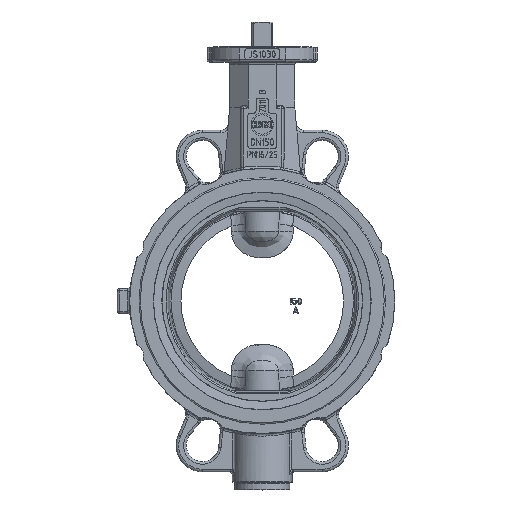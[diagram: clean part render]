
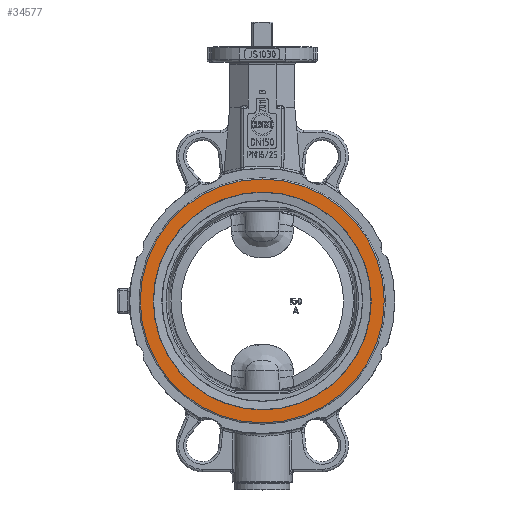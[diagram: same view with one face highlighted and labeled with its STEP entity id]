
A CAD part, top view. The second image highlights one B-rep face of the part: STEP entity #34577.
In plain terms, the highlighted planar face has unit normal (0, 0, 1).
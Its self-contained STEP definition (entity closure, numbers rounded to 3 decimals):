
#34543=CARTESIAN_POINT('',(0.,87.087,29.2));
#34544=VERTEX_POINT('',#34543);
#34545=CARTESIAN_POINT('',(0.,0.,29.2));
#34546=DIRECTION('',(0.0,0.0,1.0));
#34547=DIRECTION('',(0.0,-1.0,0.0));
#34548=AXIS2_PLACEMENT_3D('',#34545,#34546,#34547);
#34549=CIRCLE('',#34548,87.087);
#34550=EDGE_CURVE('',#34544,#34544,#34549,.T.);
#34558=CARTESIAN_POINT('',(0.,92.75,29.2));
#34559=DIRECTION('',(0.0,0.0,1.0));
#34560=DIRECTION('',(1.0,0.0,0.0));
#34561=AXIS2_PLACEMENT_3D('',#34558,#34559,#34560);
#34562=PLANE('',#34561);
#34563=CARTESIAN_POINT('',(0.,97.5,29.2));
#34564=VERTEX_POINT('',#34563);
#34565=CARTESIAN_POINT('',(0.,0.,29.2));
#34566=DIRECTION('',(0.0,0.0,-1.0));
#34567=DIRECTION('',(0.0,-1.0,0.0));
#34568=AXIS2_PLACEMENT_3D('',#34565,#34566,#34567);
#34569=CIRCLE('',#34568,97.5);
#34570=EDGE_CURVE('',#34564,#34564,#34569,.T.);
#34571=ORIENTED_EDGE('',*,*,#34570,.F.);
#34572=EDGE_LOOP('',(#34571));
#34573=FACE_OUTER_BOUND('',#34572,.T.);
#34574=ORIENTED_EDGE('',*,*,#34550,.F.);
#34575=EDGE_LOOP('',(#34574));
#34576=FACE_BOUND('',#34575,.T.);
#34577=ADVANCED_FACE('',(#34573,#34576),#34562,.T.);
